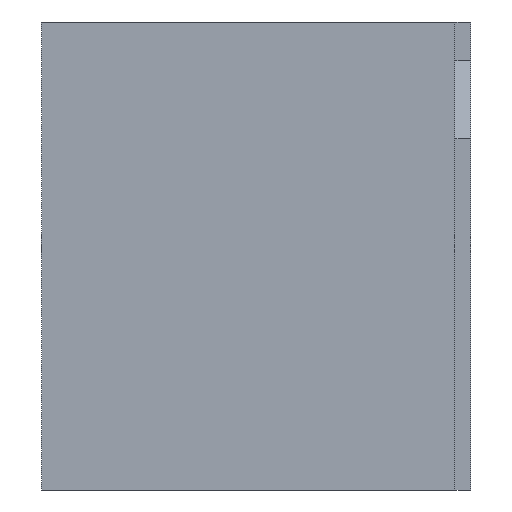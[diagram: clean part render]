
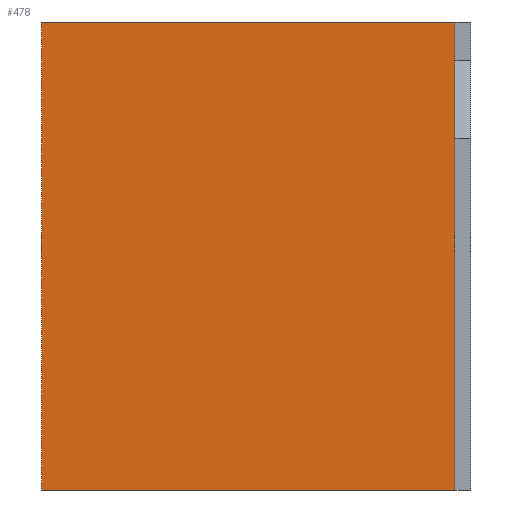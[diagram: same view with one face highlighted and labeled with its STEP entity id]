
A CAD part, left-side view. The second image highlights one B-rep face of the part: STEP entity #478.
In plain terms, the highlighted planar face has unit normal (-1, 0, 0).
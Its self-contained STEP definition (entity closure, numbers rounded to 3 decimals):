
#29=DIRECTION('',(0.,0.,1.));
#30=VECTOR('',#29,0.6);
#31=CARTESIAN_POINT('',(-0.5,0.,-0.3));
#32=LINE('',#31,#30);
#65=DIRECTION('',(0.,1.,0.));
#66=VECTOR('',#65,0.53);
#67=CARTESIAN_POINT('',(-0.5,0.,0.3));
#68=LINE('',#67,#66);
#149=DIRECTION('',(0.,0.,1.));
#150=VECTOR('',#149,0.6);
#151=CARTESIAN_POINT('',(-0.5,0.53,-0.3));
#152=LINE('',#151,#150);
#165=DIRECTION('',(0.,1.,0.));
#166=VECTOR('',#165,0.53);
#167=CARTESIAN_POINT('',(-0.5,0.,-0.3));
#168=LINE('',#167,#166);
#169=CARTESIAN_POINT('',(-0.5,0.,-0.3));
#170=CARTESIAN_POINT('',(-0.5,0.,0.3));
#171=VERTEX_POINT('',#169);
#172=VERTEX_POINT('',#170);
#177=CARTESIAN_POINT('',(-0.5,0.53,-0.3));
#178=CARTESIAN_POINT('',(-0.5,0.53,0.3));
#179=VERTEX_POINT('',#177);
#180=VERTEX_POINT('',#178);
#467=CARTESIAN_POINT('',(-0.5,0.,-0.3));
#468=DIRECTION('',(-1.,0.,0.));
#469=DIRECTION('',(0.,0.,1.));
#470=AXIS2_PLACEMENT_3D('',#467,#468,#469);
#471=PLANE('',#470);
#472=ORIENTED_EDGE('',*,*,#252,.F.);
#473=ORIENTED_EDGE('',*,*,#356,.T.);
#474=ORIENTED_EDGE('',*,*,#459,.T.);
#475=ORIENTED_EDGE('',*,*,#305,.F.);
#476=EDGE_LOOP('',(#472,#473,#474,#475));
#477=FACE_OUTER_BOUND('',#476,.F.);
#252=EDGE_CURVE('',#171,#172,#32,.T.);
#305=EDGE_CURVE('',#172,#180,#68,.T.);
#356=EDGE_CURVE('',#171,#179,#168,.T.);
#459=EDGE_CURVE('',#179,#180,#152,.T.);
#478=ADVANCED_FACE('',(#477),#471,.T.);
